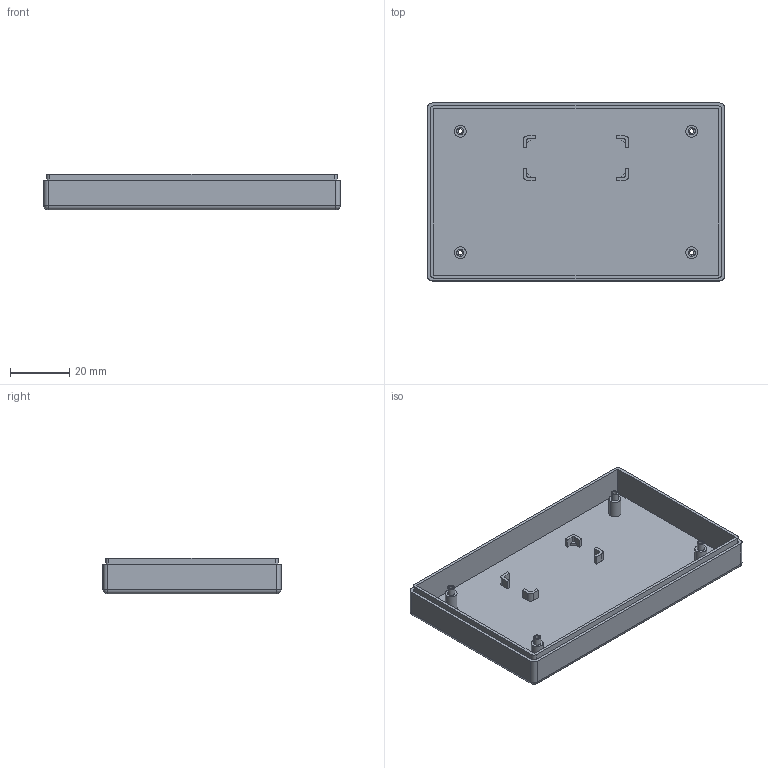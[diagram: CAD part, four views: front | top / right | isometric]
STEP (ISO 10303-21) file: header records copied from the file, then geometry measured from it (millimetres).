
FILE_DESCRIPTION (( 'STEP AP214' ), '1' );
FILE_NAME ('褲极狟.STEP', '2025-02-15T05:48:44', ( '' ), ( '' ), 'SwSTEP 2.0', 'SolidWorks 2024', '' );
FILE_SCHEMA (( 'AUTOMOTIVE_DESIGN' ));
Length unit declared in the file: millimetre
Products named in the file (1): 壳体下
Bounding box: 100 x 60 x 12 mm (x, y, z)
Volume: 17648.8 mm3; surface area: 19497.4 mm2
Topology: 1 solids, 1 shells, 120 faces, 292 edges, 188 vertices
Faces by surface type: plane 64, cylinder 52, sphere 4
Entity records: 3539 total; most frequent: DIRECTION 634, CARTESIAN_POINT 597, ORIENTED_EDGE 576, EDGE_CURVE 288, AXIS2_PLACEMENT_3D 225, VERTEX_POINT 188, VECTOR 184, LINE 184
